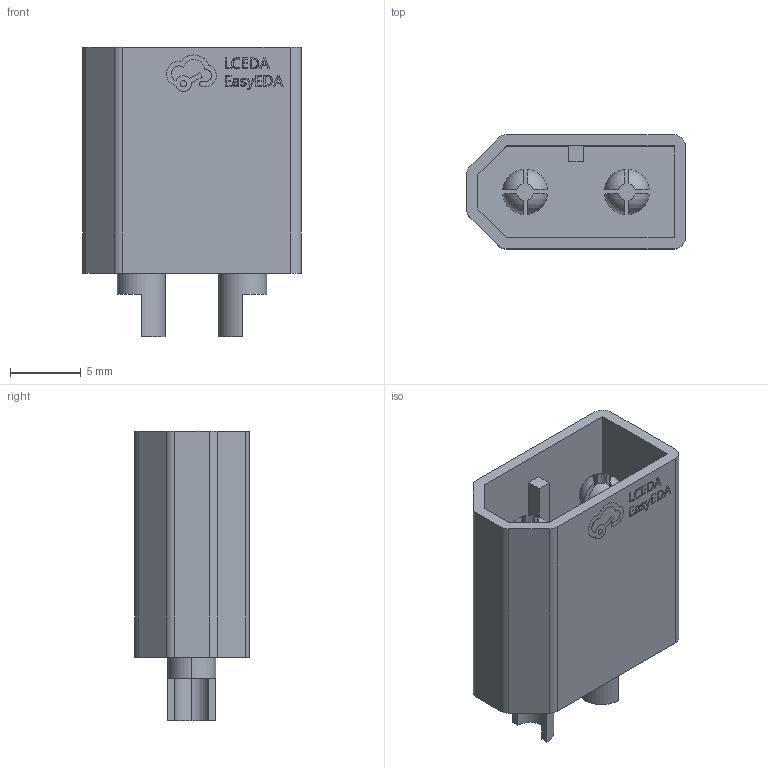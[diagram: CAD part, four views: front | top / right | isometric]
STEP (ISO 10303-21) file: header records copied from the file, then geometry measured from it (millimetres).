
FILE_DESCRIPTION (( 'STEP AP214' ), '1' );
FILE_NAME ('CONN-TH_XT60.STEP', '2022-07-08T02:44:21', ( '微软用户' ), ( '微软中国' ), 'SwSTEP 2.0', 'SolidWorks 2017', '' );
FILE_SCHEMA (( 'AUTOMOTIVE_DESIGN' ));
Length unit declared in the file: millimetre
Products named in the file (1): CONN-TH_XT60
Bounding box: 15.5 x 8.11 x 20.5 mm (x, y, z)
Volume: 1175 mm3; surface area: 1795.4 mm2
Topology: 1 solids, 1 shells, 313 faces, 837 edges, 558 vertices
Faces by surface type: plane 173, bspline 98, cylinder 34, sphere 8
Entity records: 11338 total; most frequent: CARTESIAN_POINT 3019, ORIENTED_EDGE 1674, DIRECTION 1161, EDGE_CURVE 837, VERTEX_POINT 558, LINE 545, VECTOR 545, EDGE_LOOP 345
